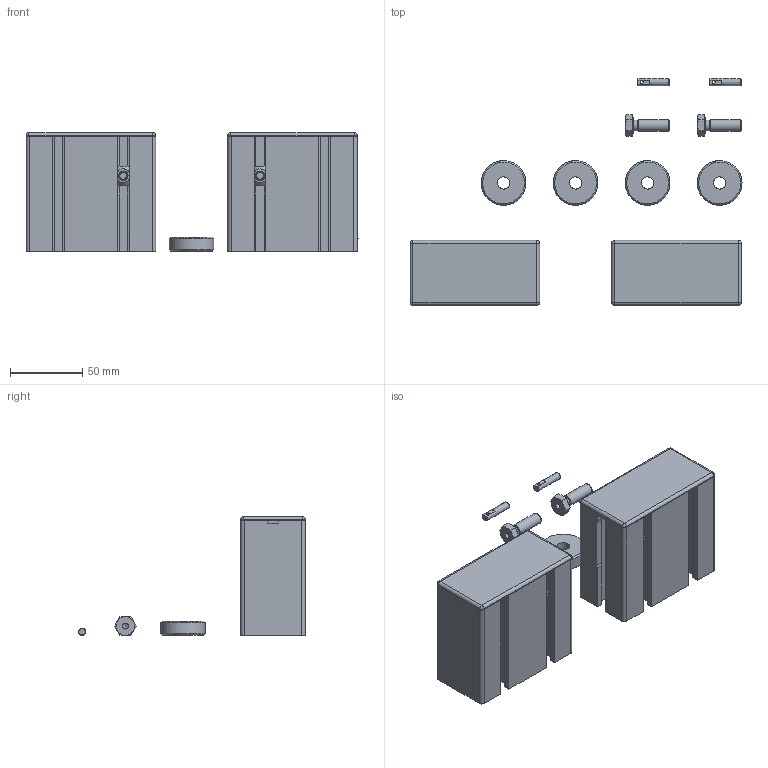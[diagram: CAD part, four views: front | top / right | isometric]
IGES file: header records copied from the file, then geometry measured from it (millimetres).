
Global section: file name: 700800; native system: Autodesk Inventor 2021; preprocessor: unknown; author: aluteckkpl_kk; date: 20230209.125300; units: millimetre
Bounding box: 230.5 x 157.5 x 82.5 mm (x, y, z)
Volume: 203456 mm3; surface area: 178697.1 mm2
Topology: 26 solids, 26 shells, 758 faces, 2144 edges, 1428 vertices
Faces by surface type: bspline 758
